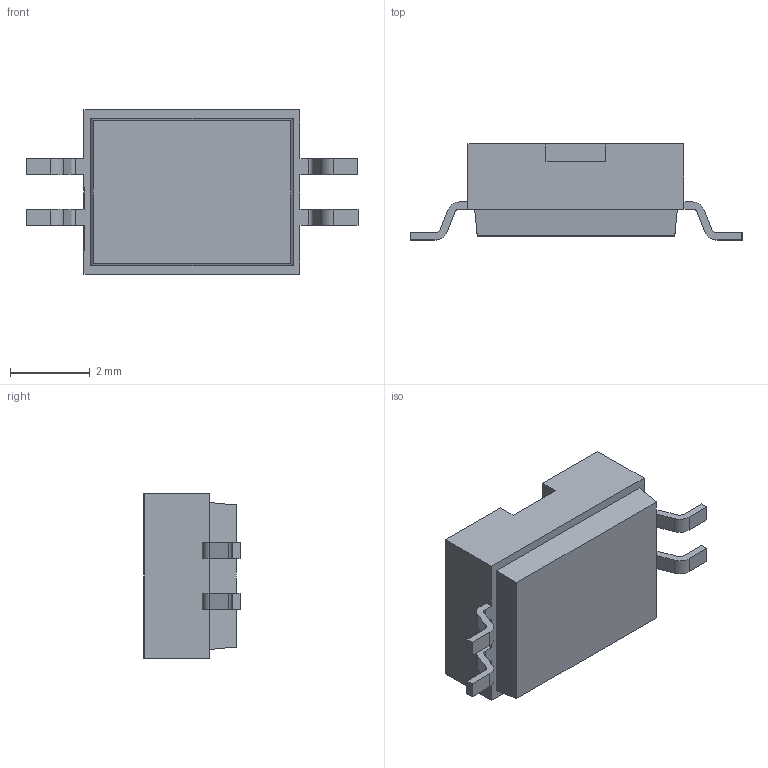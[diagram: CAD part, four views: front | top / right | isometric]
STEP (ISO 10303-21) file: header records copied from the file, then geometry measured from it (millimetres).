
FILE_DESCRIPTION (( 'STEP AP214' ), '1' );
FILE_NAME ('CUI_DEVICES_DS05-127-2-02BK-SMT-TR.step', '2020-10-25T13:59:04', ( '' ), ( '' ), 'SwSTEP 2.0', 'SolidWorks 2020', '' );
FILE_SCHEMA (( 'AUTOMOTIVE_DESIGN' ));
Length unit declared in the file: inch
Products named in the file (1): CUI_DEVICES_DS05-127-2-02BK-SMT-TR
Bounding box: 8.3 x 2.4 x 4.11 mm (x, y, z)
Volume: 45.8 mm3; surface area: 104.7 mm2
Topology: 1 solids, 1 shells, 97 faces, 264 edges, 172 vertices
Faces by surface type: plane 81, cylinder 16
Entity records: 3834 total; most frequent: CARTESIAN_POINT 534, ORIENTED_EDGE 528, DIRECTION 492, EDGE_CURVE 264, VECTOR 232, LINE 232, VERTEX_POINT 172, AXIS2_PLACEMENT_3D 130
